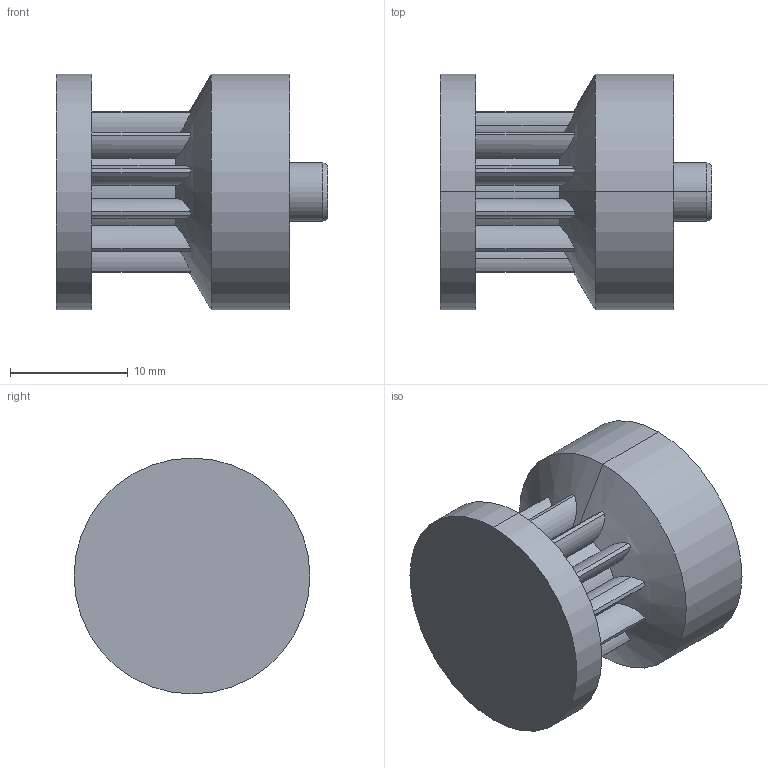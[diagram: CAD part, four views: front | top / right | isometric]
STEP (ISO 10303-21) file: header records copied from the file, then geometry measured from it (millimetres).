
FILE_DESCRIPTION (( 'STEP AP214' ), '1' );
FILE_NAME ('t2.STEP', '2026-02-14T09:49:54', ( '' ), ( '' ), 'SwSTEP 2.0', 'SolidWorks 2025', '' );
FILE_SCHEMA (( 'AUTOMOTIVE_DESIGN' ));
Length unit declared in the file: millimetre
Products named in the file (1): t2
Bounding box: 23 x 20 x 20 mm (x, y, z)
Volume: 4411.4 mm3; surface area: 2322.7 mm2
Topology: 1 solids, 1 shells, 67 faces, 184 edges, 121 vertices
Faces by surface type: cylinder 59, cone 4, plane 4
Entity records: 2362 total; most frequent: CARTESIAN_POINT 597, DIRECTION 385, ORIENTED_EDGE 368, EDGE_CURVE 184, AXIS2_PLACEMENT_3D 161, VERTEX_POINT 121, CIRCLE 93, EDGE_LOOP 69
